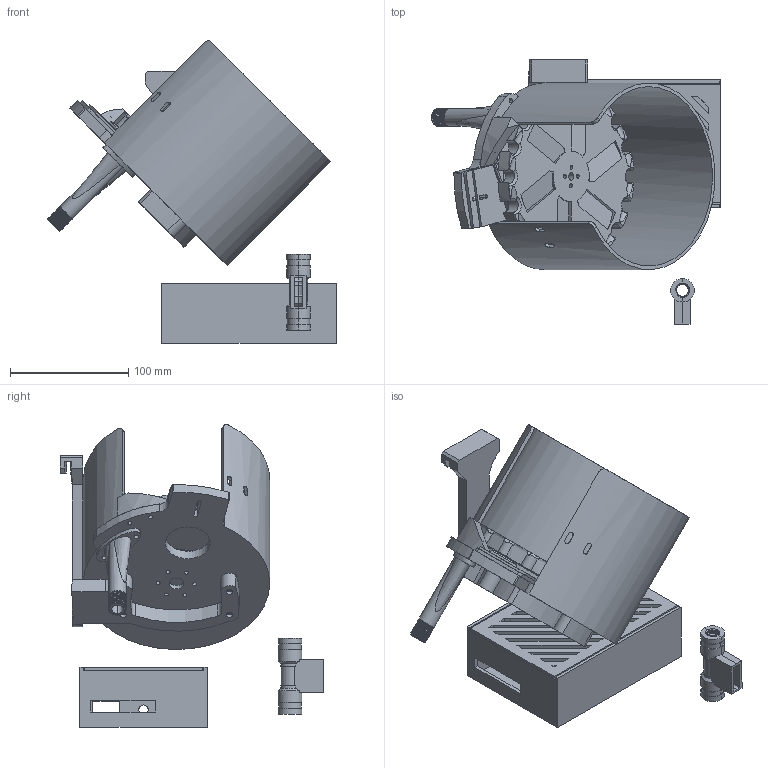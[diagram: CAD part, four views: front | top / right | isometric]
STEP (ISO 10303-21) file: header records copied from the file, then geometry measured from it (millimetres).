
FILE_DESCRIPTION(/* description */ (''),/* implementation_level */ '2;1');
FILE_NAME(/* name */ 'Bullet Feeder - 9mm v15.step',/* time_stamp */ '2023-08-16T18:28:10-07:00',/* author */ (''),/* organization */ (''),/* preprocessor_version */ 'ST-DEVELOPER v20',/* originating_system */ 'Autodesk Translation Framework v12.9.0.99',/* authorisation */ '');
FILE_SCHEMA (('AUTOMOTIVE_DESIGN { 1 0 10303 214 3 1 1 }'));
Length unit declared in the file: millimetre
Products named in the file (14): Bullet Feeder - 9mm; Main Body; Nose Guide; Flip Ramp (1); Nose Guide Spacer; Nose Guide (1); Base to Slinky; Collator Plate - 9mm; Electronics Box; Main Box; BoxLid; SwitchHolder-L; SwitchHolder-R; MainHolder
Assembly tree (13 placements, depth 3):
  Bullet Feeder - 9mm
    Main Body
    Nose Guide
      Flip Ramp (1)
      Nose Guide Spacer
      Nose Guide (1)
    Base to Slinky
    Collator Plate - 9mm
    Electronics Box
      Main Box
      BoxLid
    SwitchHolder-L
    SwitchHolder-R
    MainHolder
Bounding box: 244.59 x 223.26 x 256.31 mm (x, y, z)
Volume: 868871.7 mm3; surface area: 363898.5 mm2
Topology: 11 solids, 11 shells, 731 faces, 2027 edges, 1338 vertices
Faces by surface type: plane 340, cylinder 278, bspline 56, cone 48, torus 7, sphere 2
Full cylindrical faces by diameter (mm): 1.5 x4, 3.2 x4, 3.25 x4, 3.5 x10, 3.799 x1, 3.8 x7, 4.7 x9, 5 x4, 5.75 x4, 6.2 x1, 8 x2, 12 x4, 12.5 x1, 13.137 x9, 14.85 x10, 25 x1, 38 x1
Entity records: 29818 total; most frequent: CARTESIAN_POINT 10866, ORIENTED_EDGE 4050, DIRECTION 3603, EDGE_CURVE 2025, VERTEX_POINT 1338, AXIS2_PLACEMENT_3D 1230, LINE 1143, VECTOR 1143
